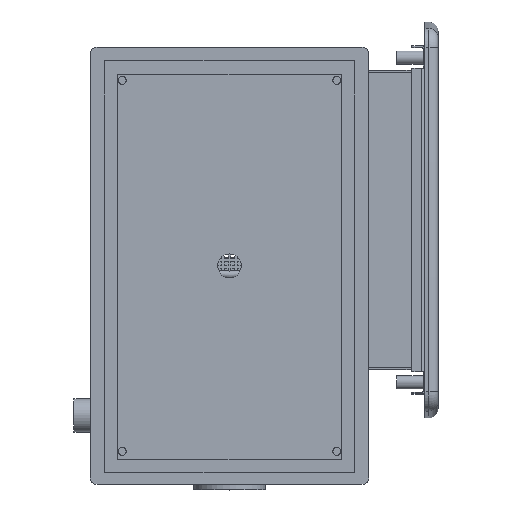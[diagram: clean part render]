
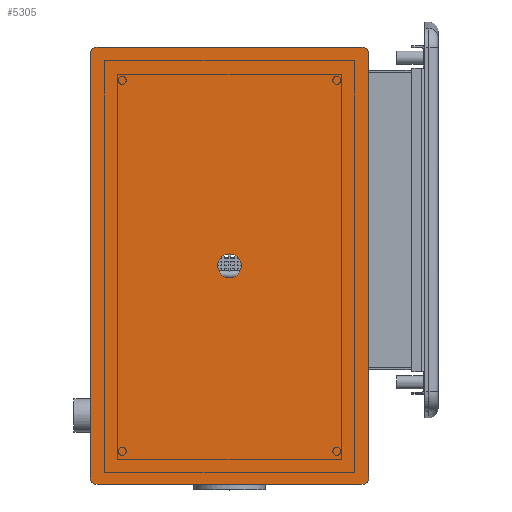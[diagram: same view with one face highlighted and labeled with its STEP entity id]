
A CAD part, top view. The second image highlights one B-rep face of the part: STEP entity #5305.
In plain terms, the highlighted face is planar.
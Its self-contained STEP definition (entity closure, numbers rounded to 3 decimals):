
#5305=ADVANCED_FACE('',(#45550,#45552),#45554,.F.);
#45550=FACE_BOUND('',#45551,.T.);
#45551=EDGE_LOOP('',(#91242,#91243,#91244,#91245,#91246,#91247,#91248,#91249));
#45552=FACE_BOUND('',#45553,.T.);
#45553=EDGE_LOOP('',(#91250));
#45554=PLANE('',#45555);
#45555=AXIS2_PLACEMENT_3D('',#45556,#45557,#45558);
#45556=CARTESIAN_POINT('',(0.,0.,0.));
#45557=DIRECTION('',(0.,0.,1.));
#45558=DIRECTION('',(-1.,0.,0.));
#91242=ORIENTED_EDGE('',*,*,#104802,.F.);
#91243=ORIENTED_EDGE('',*,*,#104800,.F.);
#91244=ORIENTED_EDGE('',*,*,#104798,.F.);
#91245=ORIENTED_EDGE('',*,*,#104796,.F.);
#91246=ORIENTED_EDGE('',*,*,#104794,.F.);
#91247=ORIENTED_EDGE('',*,*,#104792,.F.);
#91248=ORIENTED_EDGE('',*,*,#104790,.F.);
#91249=ORIENTED_EDGE('',*,*,#104787,.F.);
#91250=ORIENTED_EDGE('',*,*,#104803,.T.);
#104787=EDGE_CURVE('',#123422,#123423,#123424,.T.);
#104790=EDGE_CURVE('',#123423,#123427,#123428,.T.);
#104792=EDGE_CURVE('',#123427,#123430,#123431,.T.);
#104794=EDGE_CURVE('',#123430,#123433,#123434,.T.);
#104796=EDGE_CURVE('',#123433,#123436,#123437,.T.);
#104798=EDGE_CURVE('',#123436,#123439,#123440,.T.);
#104800=EDGE_CURVE('',#123439,#123442,#123443,.T.);
#104802=EDGE_CURVE('',#123442,#123422,#123445,.T.);
#104803=EDGE_CURVE('',#123446,#123446,#123447,.T.);
#123422=VERTEX_POINT('',#178047);
#123423=VERTEX_POINT('',#178048);
#123424=CIRCLE('',#178049,5.);
#123427=VERTEX_POINT('',#178059);
#123428=LINE('',#178060,#178061);
#123430=VERTEX_POINT('',#178066);
#123431=CIRCLE('',#178067,5.);
#123433=VERTEX_POINT('',#178074);
#123434=LINE('',#178075,#178076);
#123436=VERTEX_POINT('',#178081);
#123437=CIRCLE('',#178082,5.);
#123439=VERTEX_POINT('',#178089);
#123440=LINE('',#178090,#178091);
#123442=VERTEX_POINT('',#178096);
#123443=CIRCLE('',#178097,5.);
#123445=LINE('',#178104,#178105);
#123446=VERTEX_POINT('',#178107);
#123447=CIRCLE('',#178108,9.);
#178047=CARTESIAN_POINT('',(200.,100.,0.));
#178048=CARTESIAN_POINT('',(195.,105.,0.));
#178049=AXIS2_PLACEMENT_3D('',#178050,#178051,#178052);
#178050=CARTESIAN_POINT('',(195.,100.,0.));
#178051=DIRECTION('',(0.,0.,1.));
#178052=DIRECTION('',(1.,0.,0.));
#178059=CARTESIAN_POINT('',(-125.,105.,0.));
#178060=CARTESIAN_POINT('',(195.,105.,0.));
#178061=VECTOR('',#178062,1.);
#178062=DIRECTION('',(-1.,0.,0.));
#178066=CARTESIAN_POINT('',(-130.,100.,0.));
#178067=AXIS2_PLACEMENT_3D('',#178068,#178069,#178070);
#178068=CARTESIAN_POINT('',(-125.,100.,0.));
#178069=DIRECTION('',(0.,0.,1.));
#178070=DIRECTION('',(0.,1.,0.));
#178074=CARTESIAN_POINT('',(-130.,-100.,0.));
#178075=CARTESIAN_POINT('',(-130.,100.,0.));
#178076=VECTOR('',#178077,1.);
#178077=DIRECTION('',(0.,-1.,0.));
#178081=CARTESIAN_POINT('',(-125.,-105.,0.));
#178082=AXIS2_PLACEMENT_3D('',#178083,#178084,#178085);
#178083=CARTESIAN_POINT('',(-125.,-100.,0.));
#178084=DIRECTION('',(0.,0.,1.));
#178085=DIRECTION('',(-1.,0.,0.));
#178089=CARTESIAN_POINT('',(195.,-105.,0.));
#178090=CARTESIAN_POINT('',(-125.,-105.,0.));
#178091=VECTOR('',#178092,1.);
#178092=DIRECTION('',(1.,0.,0.));
#178096=CARTESIAN_POINT('',(200.,-100.,0.));
#178097=AXIS2_PLACEMENT_3D('',#178098,#178099,#178100);
#178098=CARTESIAN_POINT('',(195.,-100.,0.));
#178099=DIRECTION('',(0.,0.,1.));
#178100=DIRECTION('',(0.,-1.,0.));
#178104=CARTESIAN_POINT('',(200.,-100.,0.));
#178105=VECTOR('',#178106,1.);
#178106=DIRECTION('',(0.,1.,0.));
#178107=CARTESIAN_POINT('',(26.,0.,0.));
#178108=AXIS2_PLACEMENT_3D('',#178109,#178110,#178111);
#178109=CARTESIAN_POINT('',(35.,0.,0.));
#178110=DIRECTION('',(0.,0.,1.));
#178111=DIRECTION('',(-1.,0.,0.));
